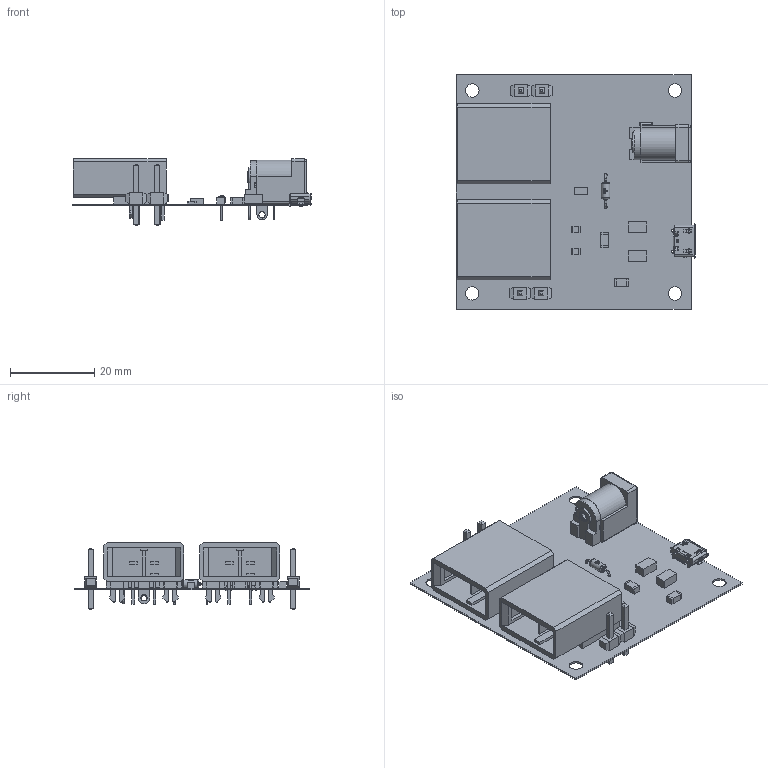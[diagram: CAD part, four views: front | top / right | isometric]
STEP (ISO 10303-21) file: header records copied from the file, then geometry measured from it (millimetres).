
FILE_DESCRIPTION(('Open CASCADE Model'),'2;1');
FILE_NAME('Open CASCADE Shape Model','2025-03-05T14:40:52',('Author'),( 'Open CASCADE'),'Open CASCADE STEP processor 7.5','Open CASCADE 7.5' ,'Unknown');
FILE_SCHEMA(('AUTOMOTIVE_DESIGN { 1 0 10303 214 1 1 1 1 }'));
Length unit declared in the file: millimetre
Products named in the file (49): PCB; Board; Open CASCADE STEP translator 7.5 2.1.1; U1; 6820253776; Extruded; R3; Res_Vishay_CMF5073K200FHEB_eec; body; leads; logo; R2; 6820258336; 6820254496; R1; J6; 6819801136; J5; J4; c-0179276-12-b-3d; J3; J2; 1050170001; Open CASCADE STEP translator 7.5 2.10.1.1; Open CASCADE STEP translator 7.5 2.10.1.2; J1; 694106301002; 6941xx301002; 694106301002_PinContact; 6941xx301002_Back; 6941xx301002_PinContact2; 6941xx301002_PinLame; 6941xx301002_PinBis; D2; 6820255936; D1; C2; 6820257056; 6820253936; C1 ...
Assembly tree (57 placements, depth 4):
  PCB
    Board
      Open CASCADE STEP translator 7.5 2.1.1
    U1
      6820253776
        Extruded
    R3
      Res_Vishay_CMF5073K200FHEB_eec
        body
        leads
        logo
    R2
      6820258336  x2
        Extruded
      6820254496
        Extruded
    R1
      6820258336  x2
        Extruded
      6820254496
        Extruded
    J6
      6819801136
    J5
      6819801136
    J4
      c-0179276-12-b-3d
    J3
      c-0179276-12-b-3d
    J2
      1050170001
        Open CASCADE STEP translator 7.5 2.10.1.1
        Open CASCADE STEP translator 7.5 2.10.1.2
    J1
      694106301002
        6941xx301002
        694106301002_PinContact
        6941xx301002_Back
        6941xx301002_PinContact2
        6941xx301002_PinLame
        6941xx301002_PinBis
    D2
      6820255936
        Extruded
    D1
      6820255936
        Extruded
    C2
      6820257056
        Extruded
      6820253936  x2
        Extruded
    C1
      6820254976
        Extruded
      6820256416  x2
        Extruded
Bounding box: 56.99 x 55.88 x 15.94 mm (x, y, z)
Volume: 7128.6 mm3; surface area: 14731.7 mm2
Topology: 46 solids, 46 shells, 1218 faces, 3337 edges, 2281 vertices
Faces by surface type: plane 922, cylinder 236, bspline 30, torus 17, sphere 8, revolution 5
Full cylindrical faces by diameter (mm): 0.41 x6, 0.61 x2, 0.65 x2, 0.85 x2, 1.1 x4, 1.498 x4, 1.5 x3, 1.8 x1, 2 x5, 2.03 x1, 3 x4, 3.2 x6, 6.4 x1
Entity records: 34861 total; most frequent: CARTESIAN_POINT 6605, ORIENTED_EDGE 5446, DIRECTION 5293, EDGE_CURVE 2723, LINE 2166, VECTOR 2166, VERTEX_POINT 1781, AXIS2_PLACEMENT_3D 1561
